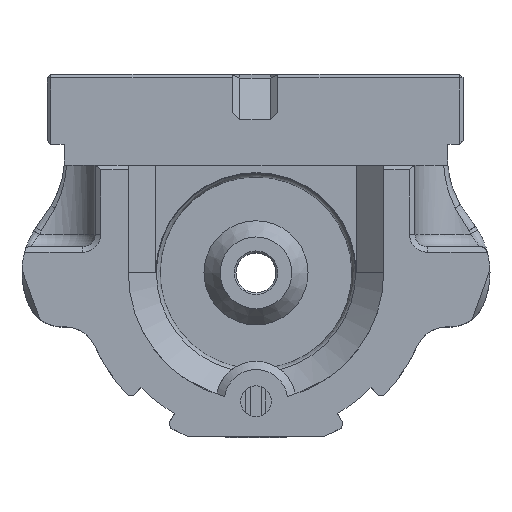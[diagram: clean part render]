
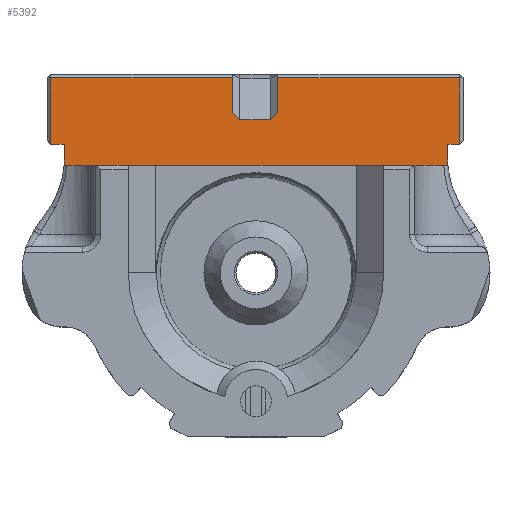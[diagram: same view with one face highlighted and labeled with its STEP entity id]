
A CAD part, top view. The second image highlights one B-rep face of the part: STEP entity #5392.
In plain terms, the highlighted planar face has unit normal (0, 0, 1).
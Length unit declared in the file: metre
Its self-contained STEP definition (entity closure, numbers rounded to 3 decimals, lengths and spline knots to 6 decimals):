
#337=PLANE('',#5769);
#962=ORIENTED_EDGE('',*,*,#2456,.F.);
#963=ORIENTED_EDGE('',*,*,#2457,.T.);
#964=ORIENTED_EDGE('',*,*,#2458,.T.);
#965=ORIENTED_EDGE('',*,*,#2459,.T.);
#966=ORIENTED_EDGE('',*,*,#2460,.T.);
#967=ORIENTED_EDGE('',*,*,#2461,.T.);
#968=ORIENTED_EDGE('',*,*,#2462,.T.);
#969=ORIENTED_EDGE('',*,*,#2463,.T.);
#970=ORIENTED_EDGE('',*,*,#2464,.T.);
#971=ORIENTED_EDGE('',*,*,#2465,.T.);
#972=ORIENTED_EDGE('',*,*,#2466,.F.);
#973=ORIENTED_EDGE('',*,*,#2467,.T.);
#974=ORIENTED_EDGE('',*,*,#2468,.T.);
#975=ORIENTED_EDGE('',*,*,#2469,.T.);
#2456=EDGE_CURVE('',#3229,#3230,#3781,.T.);
#2457=EDGE_CURVE('',#3229,#3231,#3782,.T.);
#2458=EDGE_CURVE('',#3231,#3232,#3783,.T.);
#2459=EDGE_CURVE('',#3232,#3233,#3784,.F.);
#2460=EDGE_CURVE('',#3233,#3234,#3785,.T.);
#2461=EDGE_CURVE('',#3234,#3235,#3786,.T.);
#2462=EDGE_CURVE('',#3235,#3236,#3787,.T.);
#2463=EDGE_CURVE('',#3236,#3237,#3788,.T.);
#2464=EDGE_CURVE('',#3237,#3238,#3789,.T.);
#2465=EDGE_CURVE('',#3238,#3239,#3790,.T.);
#2466=EDGE_CURVE('',#3240,#3239,#3791,.T.);
#2467=EDGE_CURVE('',#3240,#3241,#3792,.T.);
#2468=EDGE_CURVE('',#3241,#3242,#3793,.T.);
#2469=EDGE_CURVE('',#3242,#3230,#3794,.T.);
#3229=VERTEX_POINT('',#7817);
#3230=VERTEX_POINT('',#7818);
#3231=VERTEX_POINT('',#7820);
#3232=VERTEX_POINT('',#7822);
#3233=VERTEX_POINT('',#7824);
#3234=VERTEX_POINT('',#7826);
#3235=VERTEX_POINT('',#7828);
#3236=VERTEX_POINT('',#7830);
#3237=VERTEX_POINT('',#7832);
#3238=VERTEX_POINT('',#7834);
#3239=VERTEX_POINT('',#7836);
#3240=VERTEX_POINT('',#7838);
#3241=VERTEX_POINT('',#7840);
#3242=VERTEX_POINT('',#7842);
#3781=LINE('',#7816,#4230);
#3782=LINE('',#7819,#4231);
#3783=LINE('',#7821,#4232);
#3784=LINE('',#7823,#4233);
#3785=LINE('',#7825,#4234);
#3786=LINE('',#7827,#4235);
#3787=LINE('',#7829,#4236);
#3788=LINE('',#7831,#4237);
#3789=LINE('',#7833,#4238);
#3790=LINE('',#7835,#4239);
#3791=LINE('',#7837,#4240);
#3792=LINE('',#7839,#4241);
#3793=LINE('',#7841,#4242);
#3794=LINE('',#7843,#4243);
#4230=VECTOR('',#6440,1.);
#4231=VECTOR('',#6441,1.);
#4232=VECTOR('',#6442,1.);
#4233=VECTOR('',#6443,1.);
#4234=VECTOR('',#6444,1.);
#4235=VECTOR('',#6445,1.);
#4236=VECTOR('',#6446,1.);
#4237=VECTOR('',#6447,1.);
#4238=VECTOR('',#6448,1.);
#4239=VECTOR('',#6449,1.);
#4240=VECTOR('',#6450,1.);
#4241=VECTOR('',#6451,1.);
#4242=VECTOR('',#6452,1.);
#4243=VECTOR('',#6453,1.);
#4611=EDGE_LOOP('',(#962,#963,#964,#965,#966,#967,#968,#969,#970,#971,#972,
#973,#974,#975));
#4970=FACE_BOUND('',#4611,.T.);
#5392=ADVANCED_FACE('',(#4970),#337,.F.);
#5769=AXIS2_PLACEMENT_3D('',#7815,#6438,#6439);
#6438=DIRECTION('',(0.,0.,-1.));
#6439=DIRECTION('',(0.,-1.,0.));
#6440=DIRECTION('',(0.,1.,0.));
#6441=DIRECTION('',(-0.707,-0.707,0.));
#6442=DIRECTION('',(-1.,0.,0.));
#6443=DIRECTION('',(0.707,-0.707,0.));
#6444=DIRECTION('',(0.,1.,0.));
#6445=DIRECTION('',(-1.,0.,0.));
#6446=DIRECTION('',(0.,-1.,0.));
#6447=DIRECTION('',(1.,0.,0.));
#6448=DIRECTION('',(0.,-1.,0.));
#6449=DIRECTION('',(1.,0.,0.));
#6450=DIRECTION('',(0.,-1.,0.));
#6451=DIRECTION('',(1.,0.,0.));
#6452=DIRECTION('',(0.,1.,0.));
#6453=DIRECTION('',(-1.,0.,0.));
#7815=CARTESIAN_POINT('',(0.400001,0.02195,0.09995));
#7816=CARTESIAN_POINT('',(0.402404,0.02195,0.09995));
#7817=CARTESIAN_POINT('',(0.402404,0.01765,0.09995));
#7818=CARTESIAN_POINT('',(0.402404,0.02145,0.09995));
#7819=CARTESIAN_POINT('',(0.403352,0.018599,0.09995));
#7820=CARTESIAN_POINT('',(0.401604,0.01685,0.09995));
#7821=CARTESIAN_POINT('',(0.400001,0.01685,0.09995));
#7822=CARTESIAN_POINT('',(0.398204,0.01685,0.09995));
#7823=CARTESIAN_POINT('',(0.396553,0.018502,0.09995));
#7824=CARTESIAN_POINT('',(0.397404,0.01765,0.09995));
#7825=CARTESIAN_POINT('',(0.397404,0.02195,0.09995));
#7826=CARTESIAN_POINT('',(0.397404,0.02145,0.09995));
#7827=CARTESIAN_POINT('',(0.377008,0.02145,0.09995));
#7828=CARTESIAN_POINT('',(0.377408,0.02145,0.09995));
#7829=CARTESIAN_POINT('',(0.377408,0.013279,0.09995));
#7830=CARTESIAN_POINT('',(0.377408,0.01415,0.09995));
#7831=CARTESIAN_POINT('',(0.400001,0.01415,0.09995));
#7832=CARTESIAN_POINT('',(0.378889,0.01415,0.09995));
#7833=CARTESIAN_POINT('',(0.378889,0.02195,0.09995));
#7834=CARTESIAN_POINT('',(0.378889,0.01185,0.09995));
#7835=CARTESIAN_POINT('',(0.400001,0.01185,0.09995));
#7836=CARTESIAN_POINT('',(0.421113,0.01185,0.09995));
#7837=CARTESIAN_POINT('',(0.421113,0.02195,0.09995));
#7838=CARTESIAN_POINT('',(0.421113,0.01415,0.09995));
#7839=CARTESIAN_POINT('',(0.400001,0.01415,0.09995));
#7840=CARTESIAN_POINT('',(0.4224,0.01415,0.09995));
#7841=CARTESIAN_POINT('',(0.4224,0.021993,0.09995));
#7842=CARTESIAN_POINT('',(0.4224,0.02145,0.09995));
#7843=CARTESIAN_POINT('',(0.377008,0.02145,0.09995));
